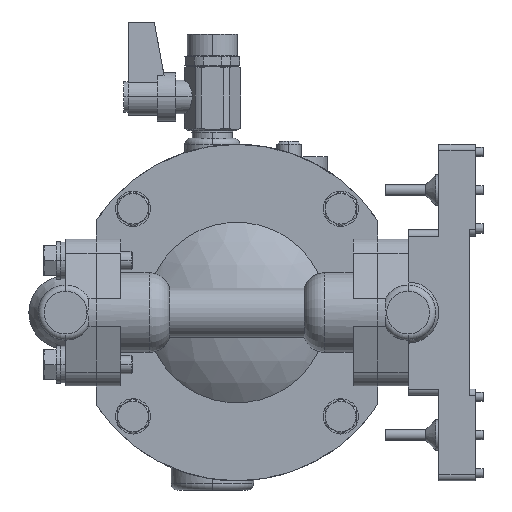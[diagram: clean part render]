
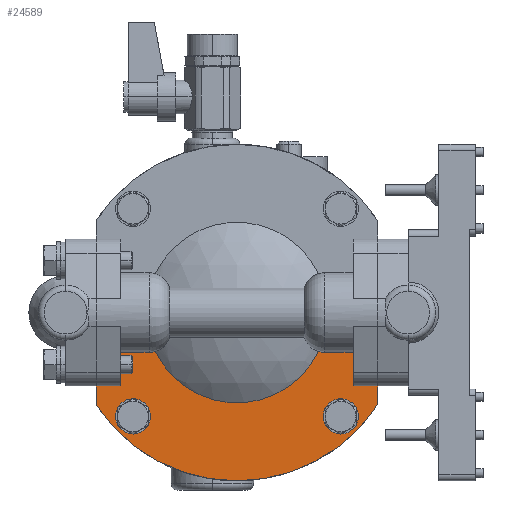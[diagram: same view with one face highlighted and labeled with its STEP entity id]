
A CAD part, left-side view. The second image highlights one B-rep face of the part: STEP entity #24589.
In plain terms, the highlighted planar face has unit normal (-1, 0, 0).
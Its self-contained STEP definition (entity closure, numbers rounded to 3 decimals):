
#9512 = CARTESIAN_POINT ( 'NONE',  ( -47.339, 38., -17. ) ) ;
#10119 = CIRCLE ( 'NONE', #10181, 7. ) ;
#10153 = CARTESIAN_POINT ( 'NONE',  ( -47.339, 0., 0. ) ) ;
#10156 = DIRECTION ( 'NONE',  ( 0., 1., 0. ) ) ;
#10157 = DIRECTION ( 'NONE',  ( 1., 0., 0. ) ) ;
#10158 = CARTESIAN_POINT ( 'NONE',  ( -47.339, -33.941, -33.941 ) ) ;
#10159 = AXIS2_PLACEMENT_3D ( 'NONE', #10158, #10157, #10156 ) ;
#10160 = CIRCLE ( 'NONE', #10159, 5.75 ) ;
#10177 = CARTESIAN_POINT ( 'NONE',  ( -47.339, -28.708, -13. ) ) ;
#10178 = DIRECTION ( 'NONE',  ( 0., 0., 1. ) ) ;
#10179 = DIRECTION ( 'NONE',  ( 1., 0., 0. ) ) ;
#10180 = CARTESIAN_POINT ( 'NONE',  ( -47.339, -28.708, -6. ) ) ;
#10181 = AXIS2_PLACEMENT_3D ( 'NONE', #10180, #10179, #10178 ) ;
#10204 = CARTESIAN_POINT ( 'NONE',  ( -47.339, 26.665, -12.695 ) ) ;
#10205 = CARTESIAN_POINT ( 'NONE',  ( -47.339, -26.665, -12.695 ) ) ;
#10206 = DIRECTION ( 'NONE',  ( 0., 0., 1. ) ) ;
#10207 = DIRECTION ( 'NONE',  ( 1., 0., 0. ) ) ;
#10208 = AXIS2_PLACEMENT_3D ( 'NONE', #10153, #10207, #10206 ) ;
#10209 = CIRCLE ( 'NONE', #10208, 29.533 ) ;
#10249 = DIRECTION ( 'NONE',  ( 0., 1., 0. ) ) ;
#10250 = DIRECTION ( 'NONE',  ( 1., 0., 0. ) ) ;
#10251 = CARTESIAN_POINT ( 'NONE',  ( -47.339, 33.941, -33.941 ) ) ;
#10252 = AXIS2_PLACEMENT_3D ( 'NONE', #10251, #10250, #10249 ) ;
#10253 = CIRCLE ( 'NONE', #10252, 5.75 ) ;
#10259 = CARTESIAN_POINT ( 'NONE',  ( -47.339, -38., -24. ) ) ;
#10260 = DIRECTION ( 'NONE',  ( 0., 0., -1. ) ) ;
#10261 = VECTOR ( 'NONE', #10260, 1000. ) ;
#10262 = CARTESIAN_POINT ( 'NONE',  ( -47.339, -38., 0. ) ) ;
#10263 = LINE ( 'NONE', #10262, #10261 ) ;
#10284 = DIRECTION ( 'NONE',  ( 0., 0., -1. ) ) ;
#10296 = CARTESIAN_POINT ( 'NONE',  ( -47.339, -38., -13. ) ) ;
#10297 = DIRECTION ( 'NONE',  ( 0., 1., 0. ) ) ;
#10298 = VECTOR ( 'NONE', #10297, 1000. ) ;
#10299 = CARTESIAN_POINT ( 'NONE',  ( -47.339, 0., -13. ) ) ;
#10300 = LINE ( 'NONE', #10299, #10298 ) ;
#10527 = VECTOR ( 'NONE', #10284, 1000. ) ;
#10591 = CARTESIAN_POINT ( 'NONE',  ( -47.339, 28.708, -13. ) ) ;
#10711 = DIRECTION ( 'NONE',  ( 0., 0., 1. ) ) ;
#10712 = DIRECTION ( 'NONE',  ( 1., 0., 0. ) ) ;
#10713 = CARTESIAN_POINT ( 'NONE',  ( -47.339, 28.708, -6. ) ) ;
#10714 = AXIS2_PLACEMENT_3D ( 'NONE', #10713, #10712, #10711 ) ;
#10715 = CIRCLE ( 'NONE', #10714, 7. ) ;
#10960 = CARTESIAN_POINT ( 'NONE',  ( -47.339, 38., -24. ) ) ;
#10961 = DIRECTION ( 'NONE',  ( 0., 1., 0. ) ) ;
#10962 = VECTOR ( 'NONE', #10961, 1000. ) ;
#10963 = CARTESIAN_POINT ( 'NONE',  ( -47.339, 38., -24. ) ) ;
#10964 = LINE ( 'NONE', #10963, #10962 ) ;
#11037 = CARTESIAN_POINT ( 'NONE',  ( -47.339, 46., -24. ) ) ;
#11042 = LINE ( 'NONE', #9512, #10527 ) ;
#11044 = CARTESIAN_POINT ( 'NONE',  ( -47.339, 38., -13. ) ) ;
#11045 = DIRECTION ( 'NONE',  ( 0., 1., 0. ) ) ;
#11046 = VECTOR ( 'NONE', #11045, 1000. ) ;
#11047 = CARTESIAN_POINT ( 'NONE',  ( -47.339, 22., -13. ) ) ;
#11052 = LINE ( 'NONE', #11047, #11046 ) ;
#11077 = CARTESIAN_POINT ( 'NONE',  ( -47.339, -46., -30.15 ) ) ;
#11082 = CARTESIAN_POINT ( 'NONE',  ( -47.339, 46., -30.15 ) ) ;
#11093 = DIRECTION ( 'NONE',  ( 0., 1., 0. ) ) ;
#11094 = VECTOR ( 'NONE', #11093, 1000. ) ;
#11095 = CARTESIAN_POINT ( 'NONE',  ( -47.339, 0., -24. ) ) ;
#11096 = LINE ( 'NONE', #11095, #11094 ) ;
#11097 = CARTESIAN_POINT ( 'NONE',  ( -47.339, -46., -24. ) ) ;
#11098 = DIRECTION ( 'NONE',  ( 0., 0., 1. ) ) ;
#11099 = VECTOR ( 'NONE', #11098, 1000. ) ;
#11100 = CARTESIAN_POINT ( 'NONE',  ( -47.339, -46., 0. ) ) ;
#11101 = LINE ( 'NONE', #11100, #11099 ) ;
#11102 = DIRECTION ( 'NONE',  ( 0., 0., 1. ) ) ;
#11103 = VECTOR ( 'NONE', #11102, 1000. ) ;
#11104 = CARTESIAN_POINT ( 'NONE',  ( -47.339, 46., 0. ) ) ;
#11105 = LINE ( 'NONE', #11104, #11103 ) ;
#11128 = DIRECTION ( 'NONE',  ( 0., 0., 1. ) ) ;
#11129 = DIRECTION ( 'NONE',  ( 1., 0., 0. ) ) ;
#11130 = CARTESIAN_POINT ( 'NONE',  ( -47.339, 0., 0. ) ) ;
#11131 = AXIS2_PLACEMENT_3D ( 'NONE', #11130, #11129, #11128 ) ;
#11132 = PLANE ( 'NONE',  #11131 ) ;
#11133 = FACE_BOUND ( 'NONE', #24562, .T. ) ;
#11134 = FACE_OUTER_BOUND ( 'NONE', #24567, .T. ) ;
#11135 = FACE_BOUND ( 'NONE', #24509, .T. ) ;
#11136 = DIRECTION ( 'NONE',  ( 0., 0., 1. ) ) ;
#11137 = DIRECTION ( 'NONE',  ( 1., 0., 0. ) ) ;
#11138 = CARTESIAN_POINT ( 'NONE',  ( -47.339, 0., 0. ) ) ;
#11139 = AXIS2_PLACEMENT_3D ( 'NONE', #11138, #11137, #11136 ) ;
#11140 = CIRCLE ( 'NONE', #11139, 55. ) ;
#16168 = EDGE_CURVE ( 'NONE', #16250, #16224, #31915, .T. ) ;
#16224 = VERTEX_POINT ( 'NONE', #32060 ) ;
#16250 = VERTEX_POINT ( 'NONE', #32128 ) ;
#16299 = VERTEX_POINT ( 'NONE', #32222 ) ;
#16303 = EDGE_CURVE ( 'NONE', #16305, #16299, #32215, .T. ) ;
#16305 = VERTEX_POINT ( 'NONE', #32209 ) ;
#23993 = EDGE_CURVE ( 'NONE', #23994, #24010, #10119, .T. ) ;
#23994 = VERTEX_POINT ( 'NONE', #10177 ) ;
#24005 = EDGE_CURVE ( 'NONE', #16299, #16305, #10160, .T. ) ;
#24009 = EDGE_CURVE ( 'NONE', #24010, #24011, #10209, .T. ) ;
#24010 = VERTEX_POINT ( 'NONE', #10205 ) ;
#24011 = VERTEX_POINT ( 'NONE', #10204 ) ;
#24044 = EDGE_CURVE ( 'NONE', #24065, #24045, #10263, .T. ) ;
#24045 = VERTEX_POINT ( 'NONE', #10259 ) ;
#24056 = EDGE_CURVE ( 'NONE', #16224, #16250, #10253, .T. ) ;
#24064 = EDGE_CURVE ( 'NONE', #24065, #23994, #10300, .T. ) ;
#24065 = VERTEX_POINT ( 'NONE', #10296 ) ;
#24276 = VERTEX_POINT ( 'NONE', #10591 ) ;
#24331 = EDGE_CURVE ( 'NONE', #24011, #24276, #10715, .T. ) ;
#24481 = EDGE_CURVE ( 'NONE', #24482, #24508, #10964, .T. ) ;
#24482 = VERTEX_POINT ( 'NONE', #10960 ) ;
#24508 = VERTEX_POINT ( 'NONE', #11037 ) ;
#24509 = EDGE_LOOP ( 'NONE', ( #24565, #24566 ) ) ;
#24552 = ORIENTED_EDGE ( 'NONE', *, *, #24009, .T. ) ;
#24553 = ORIENTED_EDGE ( 'NONE', *, *, #24331, .T. ) ;
#24554 = ORIENTED_EDGE ( 'NONE', *, *, #24555, .T. ) ;
#24555 = EDGE_CURVE ( 'NONE', #24276, #24556, #11052, .T. ) ;
#24556 = VERTEX_POINT ( 'NONE', #11044 ) ;
#24557 = ORIENTED_EDGE ( 'NONE', *, *, #24558, .T. ) ;
#24558 = EDGE_CURVE ( 'NONE', #24556, #24482, #11042, .T. ) ;
#24559 = ORIENTED_EDGE ( 'NONE', *, *, #24481, .T. ) ;
#24560 = ORIENTED_EDGE ( 'NONE', *, *, #24561, .F. ) ;
#24561 = EDGE_CURVE ( 'NONE', #24582, #24508, #11105, .T. ) ;
#24562 = EDGE_LOOP ( 'NONE', ( #24563, #24564 ) ) ;
#24563 = ORIENTED_EDGE ( 'NONE', *, *, #16303, .T. ) ;
#24564 = ORIENTED_EDGE ( 'NONE', *, *, #24005, .T. ) ;
#24565 = ORIENTED_EDGE ( 'NONE', *, *, #16168, .T. ) ;
#24566 = ORIENTED_EDGE ( 'NONE', *, *, #24056, .T. ) ;
#24567 = EDGE_LOOP ( 'NONE', ( #24568, #24569, #24572, #24574, #24575, #24576, #24552, #24553, #24554, #24557, #24559, #24560 ) ) ;
#24568 = ORIENTED_EDGE ( 'NONE', *, *, #24588, .F. ) ;
#24569 = ORIENTED_EDGE ( 'NONE', *, *, #24570, .T. ) ;
#24570 = EDGE_CURVE ( 'NONE', #24586, #24571, #11101, .T. ) ;
#24571 = VERTEX_POINT ( 'NONE', #11097 ) ;
#24572 = ORIENTED_EDGE ( 'NONE', *, *, #24573, .T. ) ;
#24573 = EDGE_CURVE ( 'NONE', #24571, #24045, #11096, .T. ) ;
#24574 = ORIENTED_EDGE ( 'NONE', *, *, #24044, .F. ) ;
#24575 = ORIENTED_EDGE ( 'NONE', *, *, #24064, .T. ) ;
#24576 = ORIENTED_EDGE ( 'NONE', *, *, #23993, .T. ) ;
#24582 = VERTEX_POINT ( 'NONE', #11082 ) ;
#24586 = VERTEX_POINT ( 'NONE', #11077 ) ;
#24588 = EDGE_CURVE ( 'NONE', #24586, #24582, #11140, .T. ) ;
#24589 = ADVANCED_FACE ( 'NONE', ( #11135, #11134, #11133 ), #11132, .F. ) ;
#31911 = DIRECTION ( 'NONE',  ( 0., 1., 0. ) ) ;
#31912 = DIRECTION ( 'NONE',  ( 1., 0., 0. ) ) ;
#31913 = CARTESIAN_POINT ( 'NONE',  ( -47.339, 33.941, -33.941 ) ) ;
#31914 = AXIS2_PLACEMENT_3D ( 'NONE', #31913, #31912, #31911 ) ;
#31915 = CIRCLE ( 'NONE', #31914, 5.75 ) ;
#32060 = CARTESIAN_POINT ( 'NONE',  ( -47.339, 33.941, -39.691 ) ) ;
#32128 = CARTESIAN_POINT ( 'NONE',  ( -47.339, 33.941, -28.191 ) ) ;
#32209 = CARTESIAN_POINT ( 'NONE',  ( -47.339, -33.941, -28.191 ) ) ;
#32211 = DIRECTION ( 'NONE',  ( 0., 1., 0. ) ) ;
#32212 = DIRECTION ( 'NONE',  ( 1., 0., 0. ) ) ;
#32213 = CARTESIAN_POINT ( 'NONE',  ( -47.339, -33.941, -33.941 ) ) ;
#32214 = AXIS2_PLACEMENT_3D ( 'NONE', #32213, #32212, #32211 ) ;
#32215 = CIRCLE ( 'NONE', #32214, 5.75 ) ;
#32222 = CARTESIAN_POINT ( 'NONE',  ( -47.339, -33.941, -39.691 ) ) ;
